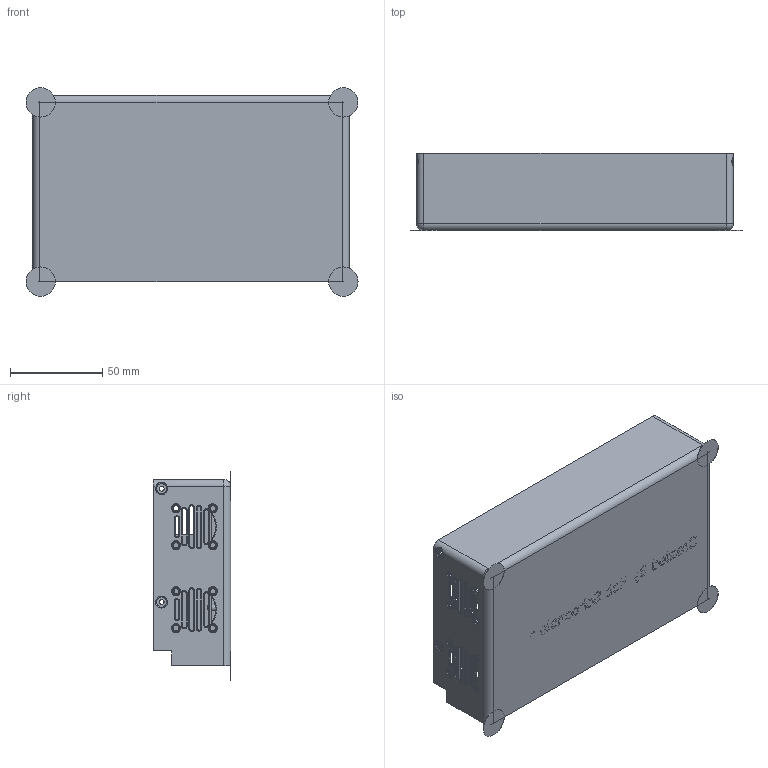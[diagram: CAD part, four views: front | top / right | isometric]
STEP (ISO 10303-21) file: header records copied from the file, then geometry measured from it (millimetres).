
FILE_DESCRIPTION(/* description */ (''),/* implementation_level */ '2;1');
FILE_NAME(/* name */ 'Panel_Frame-Lower v11.step',/* time_stamp */ '2016-04-06T19:33:59-07:00',/* author */ (''),/* organization */ (''),/* preprocessor_version */ 'ST-DEVELOPER v16.2',/* originating_system */ 'Autodesk Translation Framework v4.3.0.3010',/* authorisation */ '');
FILE_SCHEMA (('AUTOMOTIVE_DESIGN { 1 0 10303 214 3 1 1 }'));
Products named in the file (1): Panel_Frame-Lower v11
Bounding box: 180.16 x 42 x 113.16 mm (x, y, z)
Volume: 62423.7 mm3; surface area: 67145.5 mm2
Topology: 5 solids, 29 shells, 1600 faces, 4279 edges, 2778 vertices
Faces by surface type: bspline 807, plane 486, cylinder 167, torus 126, sphere 12, cone 2
Full cylindrical faces by diameter (mm): 1 x2, 2.667 x6, 3 x12, 3.1 x2, 4 x8, 5.25 x2, 5.5 x2, 15.91 x4
Entity records: 58040 total; most frequent: CARTESIAN_POINT 23623, ORIENTED_EDGE 8400, DIRECTION 4650, EDGE_CURVE 4200, VERTEX_POINT 2761, LINE 2032, VECTOR 2032, EDGE_LOOP 1785
